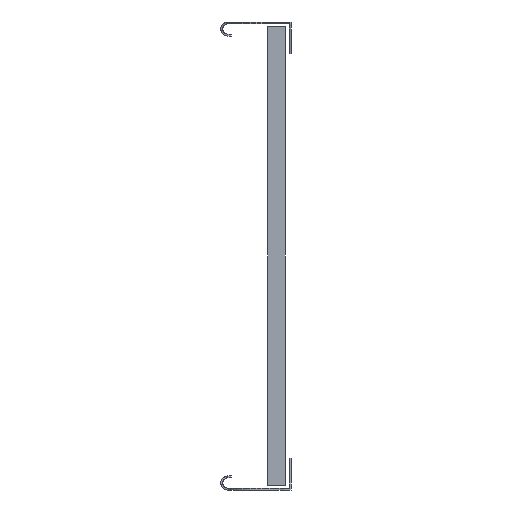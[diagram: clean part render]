
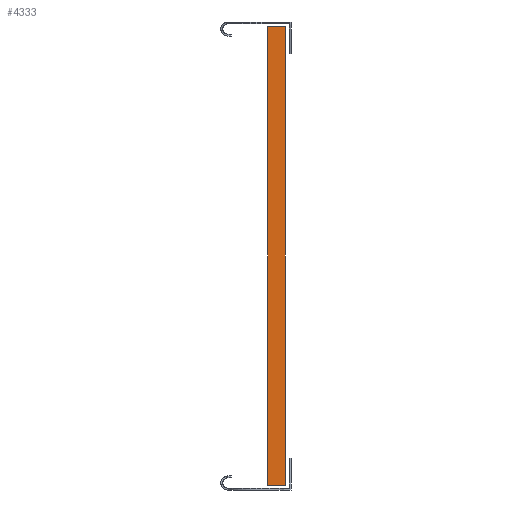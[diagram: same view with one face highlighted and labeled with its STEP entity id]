
A CAD part, left-side view. The second image highlights one B-rep face of the part: STEP entity #4333.
In plain terms, the highlighted planar face has unit normal (-1, 0, 0).
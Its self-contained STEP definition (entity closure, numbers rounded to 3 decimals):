
#254 = DIRECTION ( 'NONE',  ( 0., 0., 1. ) ) ;
#297 = LINE ( 'NONE', #3417, #1649 ) ;
#404 = EDGE_CURVE ( 'NONE', #3224, #2978, #4898, .T. ) ;
#421 = VECTOR ( 'NONE', #3101, 1000. ) ;
#514 = CARTESIAN_POINT ( 'NONE',  ( -15., 15., -196. ) ) ;
#1141 = DIRECTION ( 'NONE',  ( 0., -1., 0. ) ) ;
#1151 = CARTESIAN_POINT ( 'NONE',  ( -15., 3., 196. ) ) ;
#1494 = FACE_OUTER_BOUND ( 'NONE', #1711, .T. ) ;
#1591 = EDGE_CURVE ( 'NONE', #3224, #6711, #297, .T. ) ;
#1649 = VECTOR ( 'NONE', #3208, 1000. ) ;
#1711 = EDGE_LOOP ( 'NONE', ( #4809, #4577, #4050, #4098 ) ) ;
#2135 = PLANE ( 'NONE',  #4570 ) ;
#2978 = VERTEX_POINT ( 'NONE', #4227 ) ;
#2979 = CARTESIAN_POINT ( 'NONE',  ( -15., 0., -196. ) ) ;
#3101 = DIRECTION ( 'NONE',  ( 0., 0., 1. ) ) ;
#3175 = CARTESIAN_POINT ( 'NONE',  ( -15., 0., -196. ) ) ;
#3208 = DIRECTION ( 'NONE',  ( 0., 1., 0. ) ) ;
#3224 = VERTEX_POINT ( 'NONE', #3175 ) ;
#3417 = CARTESIAN_POINT ( 'NONE',  ( -15., 3., -196. ) ) ;
#3810 = VECTOR ( 'NONE', #254, 1000. ) ;
#4050 = ORIENTED_EDGE ( 'NONE', *, *, #1591, .F. ) ;
#4098 = ORIENTED_EDGE ( 'NONE', *, *, #404, .T. ) ;
#4227 = CARTESIAN_POINT ( 'NONE',  ( -15., 0., 196. ) ) ;
#4333 = ADVANCED_FACE ( 'NONE', ( #1494 ), #2135, .F. ) ;
#4570 = AXIS2_PLACEMENT_3D ( 'NONE', #6341, #6318, #5823 ) ;
#4577 = ORIENTED_EDGE ( 'NONE', *, *, #6561, .F. ) ;
#4809 = ORIENTED_EDGE ( 'NONE', *, *, #6447, .F. ) ;
#4898 = LINE ( 'NONE', #2979, #421 ) ;
#5404 = LINE ( 'NONE', #514, #3810 ) ;
#5823 = DIRECTION ( 'NONE',  ( 0., 0., -1. ) ) ;
#5980 = LINE ( 'NONE', #1151, #6548 ) ;
#6187 = CARTESIAN_POINT ( 'NONE',  ( -15., 15., -196. ) ) ;
#6208 = CARTESIAN_POINT ( 'NONE',  ( -15., 15., 196. ) ) ;
#6318 = DIRECTION ( 'NONE',  ( 1., 0., 0. ) ) ;
#6341 = CARTESIAN_POINT ( 'NONE',  ( -15., 3., -196. ) ) ;
#6447 = EDGE_CURVE ( 'NONE', #6724, #2978, #5980, .T. ) ;
#6548 = VECTOR ( 'NONE', #1141, 1000. ) ;
#6561 = EDGE_CURVE ( 'NONE', #6711, #6724, #5404, .T. ) ;
#6711 = VERTEX_POINT ( 'NONE', #6187 ) ;
#6724 = VERTEX_POINT ( 'NONE', #6208 ) ;
